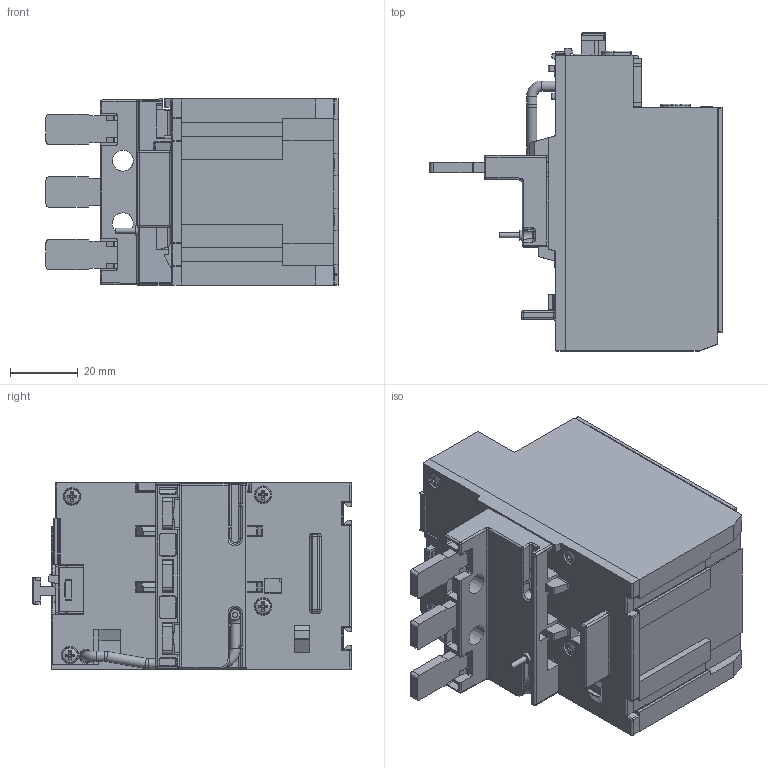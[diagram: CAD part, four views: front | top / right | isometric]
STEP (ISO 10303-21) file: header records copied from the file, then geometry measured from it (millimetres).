
FILE_DESCRIPTION(/* description */ (''),/* implementation_level */ '2;1');
FILE_NAME(/* name */ 'RF82.stp',/* time_stamp */ '2019-07-23T16:36:34+02:00',/* author */ (''),/* organization */ (''),/* preprocessor_version */ 'ST-DEVELOPER v16',/* originating_system */ 'SIEMENS PLM Software NX 10.0',/* authorisation */ '');
FILE_SCHEMA (('AP203_CONFIGURATION_CONTROLLED_3D_DESIGN_OF_MECHANICAL_PARTS_AND_ASSEMBLIES_MIM_LF { 1 0 10303 403 2 1 2}'));
Products named in the file (1): Rugg2814883630w9
Bounding box: 86.3 x 94 x 55 mm (x, y, z)
Surface area: 59718 mm2 (no closed solid volume)
Topology: 0 solids, 53 shells, 1461 faces, 5887 edges, 4333 vertices
Faces by surface type: plane 899, cylinder 367, bspline 87, torus 57, sphere 34, cone 17
Full cylindrical faces by diameter (mm): 1.6 x1, 2.8 x1, 3 x6, 3.48 x4, 3.5 x1, 5.2 x4, 7 x3, 9 x3
Entity records: 62099 total; most frequent: CARTESIAN_POINT 14527, DIRECTION 9525, ORIENTED_EDGE 8944, EDGE_CURVE 5790, VERTEX_POINT 4314, LINE 4089, VECTOR 4089, AXIS2_PLACEMENT_3D 2718
